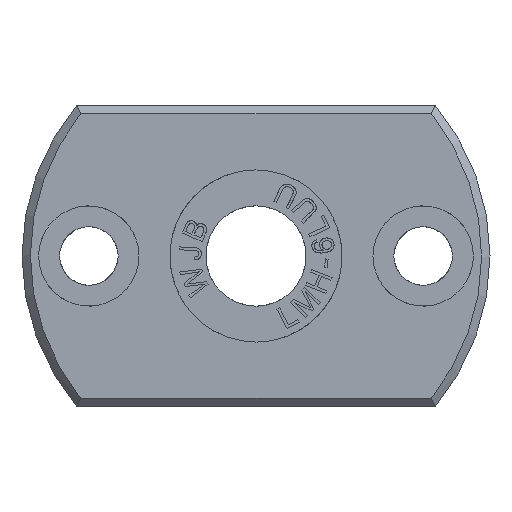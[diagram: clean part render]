
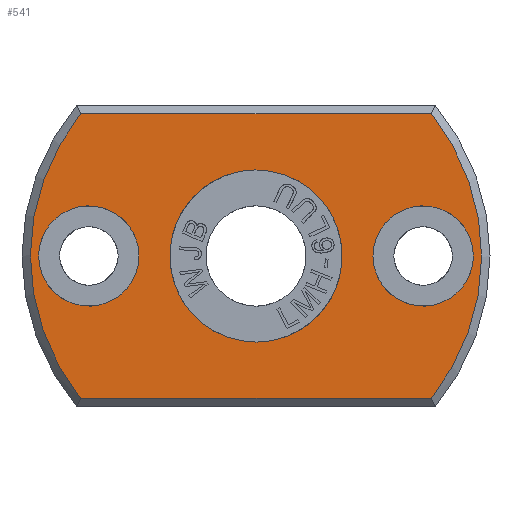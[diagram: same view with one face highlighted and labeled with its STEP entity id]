
A CAD part, left-side view. The second image highlights one B-rep face of the part: STEP entity #541.
In plain terms, the highlighted planar face has unit normal (-1, 0, 0).
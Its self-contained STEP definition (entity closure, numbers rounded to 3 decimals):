
#541=ADVANCED_FACE('',(#1185,#1186,#1187,#1188),#867,.T.);
#867=PLANE('',#6165);
#1185=FACE_BOUND('',#1274,.T.);
#1186=FACE_BOUND('',#1275,.T.);
#1187=FACE_BOUND('',#1276,.T.);
#1188=FACE_BOUND('',#1277,.T.);
#1274=EDGE_LOOP('',(#2322,#2323));
#1275=EDGE_LOOP('',(#2324,#2325));
#1276=EDGE_LOOP('',(#2326,#2327));
#1277=EDGE_LOOP('',(#2328,#2329,#2330,#2331));
#1702=B_SPLINE_CURVE_WITH_KNOTS('',3,(#9075,#9076,#9077,#9078,#9079,#9080),
 .UNSPECIFIED.,.F.,.F.,(4,2,4),(0.,0.5,1.),.UNSPECIFIED.);
#1708=B_SPLINE_CURVE_WITH_KNOTS('',3,(#9108,#9109,#9110,#9111,#9112,#9113,
#9114,#9115,#9116,#9117),.UNSPECIFIED.,.F.,.F.,(4,2,2,2,4),(0.,0.25,0.5,
0.75,1.),.UNSPECIFIED.);
#1709=B_SPLINE_CURVE_WITH_KNOTS('',3,(#9120,#9121,#9122,#9123,#9124,#9125,
#9126,#9127,#9128,#9129),.UNSPECIFIED.,.F.,.F.,(4,2,2,2,4),(0.,0.25,0.5,
0.75,1.),.UNSPECIFIED.);
#1710=B_SPLINE_CURVE_WITH_KNOTS('',3,(#9131,#9132,#9133,#9134,#9135,#9136,
#9137,#9138,#9139,#9140),.UNSPECIFIED.,.F.,.F.,(4,2,2,2,4),(0.,0.25,0.5,
0.75,1.),.UNSPECIFIED.);
#1711=B_SPLINE_CURVE_WITH_KNOTS('',3,(#9143,#9144,#9145,#9146,#9147,#9148,
#9149,#9150,#9151,#9152),.UNSPECIFIED.,.F.,.F.,(4,2,2,2,4),(0.,0.25,0.5,
0.75,1.),.UNSPECIFIED.);
#1712=B_SPLINE_CURVE_WITH_KNOTS('',3,(#9153,#9154,#9155,#9156,#9157,#9158,
#9159,#9160,#9161,#9162),.UNSPECIFIED.,.F.,.F.,(4,2,2,2,4),(0.,0.25,0.5,
0.75,1.),.UNSPECIFIED.);
#1713=B_SPLINE_CURVE_WITH_KNOTS('',3,(#9165,#9166,#9167,#9168,#9169,#9170,
#9171,#9172,#9173,#9174),.UNSPECIFIED.,.F.,.F.,(4,2,2,2,4),(0.,0.25,0.5,
0.75,1.),.UNSPECIFIED.);
#1714=B_SPLINE_CURVE_WITH_KNOTS('',3,(#9175,#9176,#9177,#9178,#9179,#9180),
 .UNSPECIFIED.,.F.,.F.,(4,2,4),(0.,0.5,1.),.UNSPECIFIED.);
#1715=B_SPLINE_CURVE_WITH_KNOTS('',3,(#9183,#9184,#9185,#9186),.UNSPECIFIED.,
 .F.,.F.,(4,4),(0.,1.),.UNSPECIFIED.);
#1716=B_SPLINE_CURVE_WITH_KNOTS('',3,(#9187,#9188,#9189,#9190),.UNSPECIFIED.,
 .F.,.F.,(4,4),(0.,1.),.UNSPECIFIED.);
#2322=ORIENTED_EDGE('',*,*,#4581,.F.);
#2323=ORIENTED_EDGE('',*,*,#4582,.F.);
#2324=ORIENTED_EDGE('',*,*,#4583,.F.);
#2325=ORIENTED_EDGE('',*,*,#4584,.F.);
#2326=ORIENTED_EDGE('',*,*,#4580,.T.);
#2327=ORIENTED_EDGE('',*,*,#4579,.T.);
#2328=ORIENTED_EDGE('',*,*,#4585,.F.);
#2329=ORIENTED_EDGE('',*,*,#4586,.F.);
#2330=ORIENTED_EDGE('',*,*,#4572,.F.);
#2331=ORIENTED_EDGE('',*,*,#4587,.F.);
#3998=VERTEX_POINT('',#9074);
#3999=VERTEX_POINT('',#9081);
#4002=VERTEX_POINT('',#9118);
#4003=VERTEX_POINT('',#9119);
#4004=VERTEX_POINT('',#9141);
#4005=VERTEX_POINT('',#9142);
#4006=VERTEX_POINT('',#9163);
#4007=VERTEX_POINT('',#9164);
#4008=VERTEX_POINT('',#9181);
#4009=VERTEX_POINT('',#9182);
#4572=EDGE_CURVE('',#3998,#3999,#1702,.T.);
#4579=EDGE_CURVE('',#4002,#4003,#1708,.T.);
#4580=EDGE_CURVE('',#4003,#4002,#1709,.T.);
#4581=EDGE_CURVE('',#4004,#4005,#1710,.T.);
#4582=EDGE_CURVE('',#4005,#4004,#1711,.T.);
#4583=EDGE_CURVE('',#4006,#4007,#1712,.T.);
#4584=EDGE_CURVE('',#4007,#4006,#1713,.T.);
#4585=EDGE_CURVE('',#4008,#4009,#1714,.T.);
#4586=EDGE_CURVE('',#3999,#4008,#1715,.T.);
#4587=EDGE_CURVE('',#4009,#3998,#1716,.T.);
#6165=AXIS2_PLACEMENT_3D('',#9191,#6670,#6671);
#6670=DIRECTION('',(-1.,0.,0.));
#6671=DIRECTION('',(0.,0.,1.));
#9074=CARTESIAN_POINT('',(0.,10.488,-8.5));
#9075=CARTESIAN_POINT('',(0.,10.488,-8.5));
#9076=CARTESIAN_POINT('',(0.,12.418,-6.119));
#9077=CARTESIAN_POINT('',(0.,13.5,-3.065));
#9078=CARTESIAN_POINT('',(0.,13.5,3.065));
#9079=CARTESIAN_POINT('',(0.,12.418,6.119));
#9080=CARTESIAN_POINT('',(0.,10.488,8.5));
#9081=CARTESIAN_POINT('',(0.,10.488,8.5));
#9108=CARTESIAN_POINT('',(0.,0.,5.15));
#9109=CARTESIAN_POINT('',(0.,-1.353,5.15));
#9110=CARTESIAN_POINT('',(0.,-2.686,4.597));
#9111=CARTESIAN_POINT('',(0.,-4.597,2.686));
#9112=CARTESIAN_POINT('',(0.,-5.15,1.351));
#9113=CARTESIAN_POINT('',(0.,-5.15,-1.351));
#9114=CARTESIAN_POINT('',(0.,-4.597,-2.686));
#9115=CARTESIAN_POINT('',(0.,-2.686,-4.597));
#9116=CARTESIAN_POINT('',(0.,-1.355,-5.15));
#9117=CARTESIAN_POINT('',(0.,0.,-5.15));
#9118=CARTESIAN_POINT('',(0.,0.,5.15));
#9119=CARTESIAN_POINT('',(0.,0.,-5.15));
#9120=CARTESIAN_POINT('',(0.,0.,-5.15));
#9121=CARTESIAN_POINT('',(0.,1.353,-5.15));
#9122=CARTESIAN_POINT('',(0.,2.686,-4.597));
#9123=CARTESIAN_POINT('',(0.,4.597,-2.686));
#9124=CARTESIAN_POINT('',(0.,5.15,-1.351));
#9125=CARTESIAN_POINT('',(0.,5.15,1.351));
#9126=CARTESIAN_POINT('',(0.,4.597,2.686));
#9127=CARTESIAN_POINT('',(0.,2.686,4.597));
#9128=CARTESIAN_POINT('',(0.,1.355,5.15));
#9129=CARTESIAN_POINT('',(0.,0.,5.15));
#9131=CARTESIAN_POINT('',(0.,-13.,0.));
#9132=CARTESIAN_POINT('',(0.,-13.,0.785));
#9133=CARTESIAN_POINT('',(0.,-12.677,1.566));
#9134=CARTESIAN_POINT('',(0.,-11.566,2.677));
#9135=CARTESIAN_POINT('',(0.,-10.785,3.));
#9136=CARTESIAN_POINT('',(0.,-9.215,3.));
#9137=CARTESIAN_POINT('',(0.,-8.434,2.677));
#9138=CARTESIAN_POINT('',(0.,-7.323,1.566));
#9139=CARTESIAN_POINT('',(0.,-7.,0.785));
#9140=CARTESIAN_POINT('',(0.,-7.,0.));
#9141=CARTESIAN_POINT('',(0.,-13.,0.));
#9142=CARTESIAN_POINT('',(0.,-7.,0.));
#9143=CARTESIAN_POINT('',(0.,-7.,0.));
#9144=CARTESIAN_POINT('',(0.,-7.,-0.785));
#9145=CARTESIAN_POINT('',(0.,-7.323,-1.566));
#9146=CARTESIAN_POINT('',(0.,-8.434,-2.677));
#9147=CARTESIAN_POINT('',(0.,-9.215,-3.));
#9148=CARTESIAN_POINT('',(0.,-10.785,-3.));
#9149=CARTESIAN_POINT('',(0.,-11.566,-2.677));
#9150=CARTESIAN_POINT('',(0.,-12.677,-1.566));
#9151=CARTESIAN_POINT('',(0.,-13.,-0.785));
#9152=CARTESIAN_POINT('',(0.,-13.,0.));
#9153=CARTESIAN_POINT('',(0.,7.,0.));
#9154=CARTESIAN_POINT('',(0.,7.,0.785));
#9155=CARTESIAN_POINT('',(0.,7.323,1.566));
#9156=CARTESIAN_POINT('',(0.,8.434,2.677));
#9157=CARTESIAN_POINT('',(0.,9.215,3.));
#9158=CARTESIAN_POINT('',(0.,10.785,3.));
#9159=CARTESIAN_POINT('',(0.,11.566,2.677));
#9160=CARTESIAN_POINT('',(0.,12.677,1.566));
#9161=CARTESIAN_POINT('',(0.,13.,0.785));
#9162=CARTESIAN_POINT('',(0.,13.,0.));
#9163=CARTESIAN_POINT('',(0.,7.,0.));
#9164=CARTESIAN_POINT('',(0.,13.,0.));
#9165=CARTESIAN_POINT('',(0.,13.,0.));
#9166=CARTESIAN_POINT('',(0.,13.,-0.785));
#9167=CARTESIAN_POINT('',(0.,12.677,-1.566));
#9168=CARTESIAN_POINT('',(0.,11.566,-2.677));
#9169=CARTESIAN_POINT('',(0.,10.785,-3.));
#9170=CARTESIAN_POINT('',(0.,9.215,-3.));
#9171=CARTESIAN_POINT('',(0.,8.434,-2.677));
#9172=CARTESIAN_POINT('',(0.,7.323,-1.566));
#9173=CARTESIAN_POINT('',(0.,7.,-0.785));
#9174=CARTESIAN_POINT('',(0.,7.,0.));
#9175=CARTESIAN_POINT('',(0.,-10.488,8.5));
#9176=CARTESIAN_POINT('',(0.,-12.418,6.119));
#9177=CARTESIAN_POINT('',(0.,-13.5,3.065));
#9178=CARTESIAN_POINT('',(0.,-13.5,-3.065));
#9179=CARTESIAN_POINT('',(0.,-12.418,-6.119));
#9180=CARTESIAN_POINT('',(0.,-10.488,-8.5));
#9181=CARTESIAN_POINT('',(0.,-10.488,8.5));
#9182=CARTESIAN_POINT('',(0.,-10.488,-8.5));
#9183=CARTESIAN_POINT('',(0.,10.488,8.5));
#9184=CARTESIAN_POINT('',(0.,3.496,8.5));
#9185=CARTESIAN_POINT('',(0.,-3.496,8.5));
#9186=CARTESIAN_POINT('',(0.,-10.488,8.5));
#9187=CARTESIAN_POINT('',(0.,-10.488,-8.5));
#9188=CARTESIAN_POINT('',(0.,-3.496,-8.5));
#9189=CARTESIAN_POINT('',(0.,3.496,-8.5));
#9190=CARTESIAN_POINT('',(0.,10.488,-8.5));
#9191=CARTESIAN_POINT('',(0.,-13.77,-13.5));
